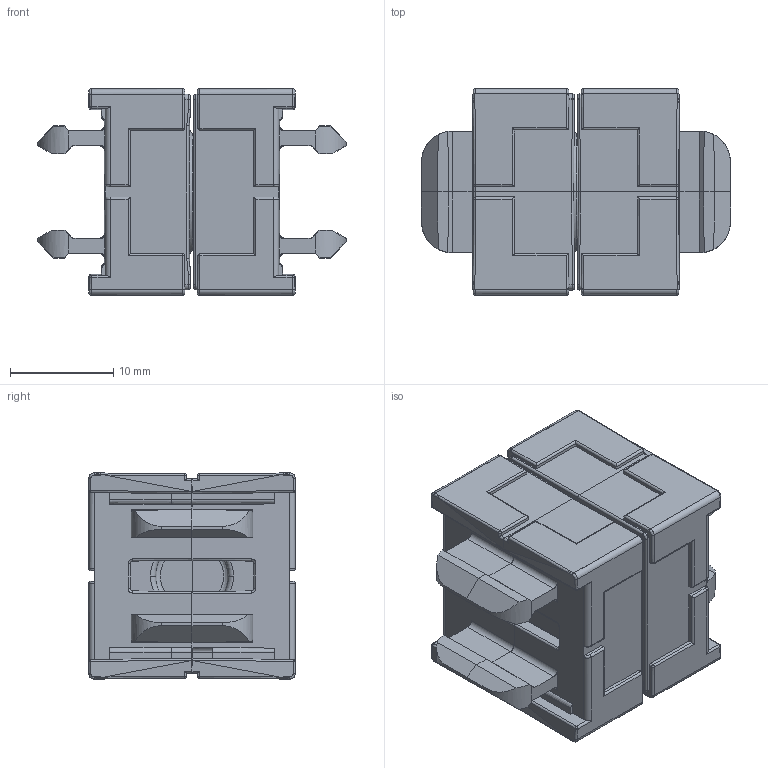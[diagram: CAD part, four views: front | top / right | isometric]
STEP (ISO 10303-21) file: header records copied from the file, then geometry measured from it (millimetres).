
FILE_DESCRIPTION (( 'STEP AP203' ), '1' );
FILE_NAME ('20-00255-001b.STEP', '2014-04-13T23:52:33', ( 'Nicholas Morozovsky' ), ( '' ), 'SwSTEP 2.0', 'SolidWorks 2012', '' );
FILE_SCHEMA (( 'CONFIG_CONTROL_DESIGN' ));
Length unit declared in the file: millimetre
Products named in the file (1): 20-00255-001b
Bounding box: 30 x 20 x 20 mm (x, y, z)
Volume: 4698.7 mm3; surface area: 6120.3 mm2
Topology: 5 solids, 5 shells, 916 faces, 2437 edges, 1491 vertices
Faces by surface type: plane 394, cylinder 318, cone 84, bspline 74, sphere 24, torus 22
Entity records: 30293 total; most frequent: CARTESIAN_POINT 9349, ORIENTED_EDGE 4794, DIRECTION 3890, EDGE_CURVE 2397, VERTEX_POINT 1491, VECTOR 1436, LINE 1436, AXIS2_PLACEMENT_3D 1227
